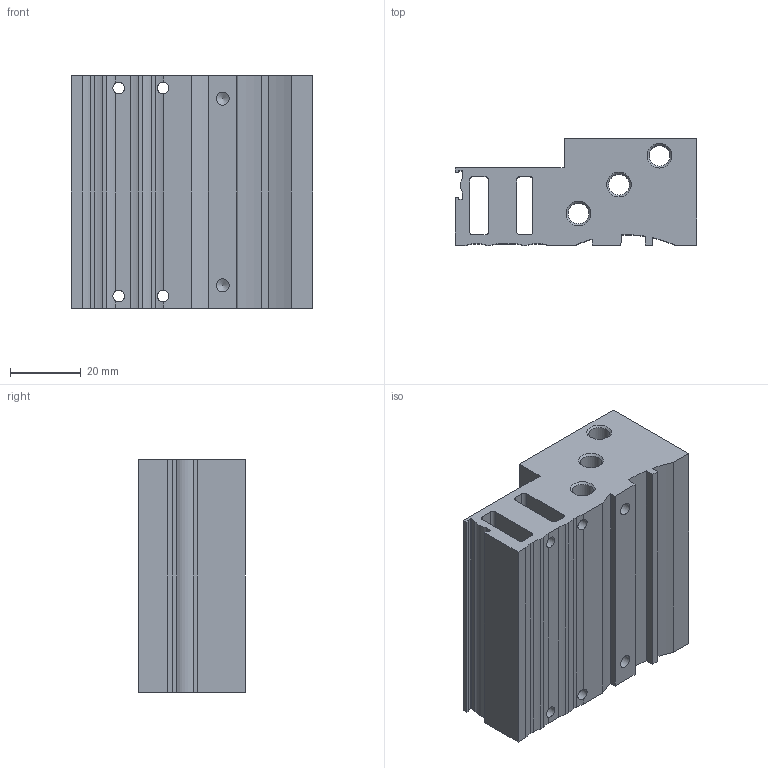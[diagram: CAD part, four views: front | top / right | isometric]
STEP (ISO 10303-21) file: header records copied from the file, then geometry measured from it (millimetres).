
FILE_DESCRIPTION(/* description */ ('STEP AP214'),/* implementation_level */ '2;1');
FILE_NAME(/* name */ '525123_MHP2-PR4-5',/* time_stamp */ '2024-09-06T16:15:30+02:00',/* author */ ('License CC BY-ND 4.0'),/* organization */ ('CADENAS'),/* preprocessor_version */ 'ST-DEVELOPER v19.3',/* originating_system */ 'PARTsolutions',/* authorisation */ ' ');
FILE_SCHEMA (('AUTOMOTIVE_DESIGN {1 0 10303 214 3 1 1}'));
Length unit declared in the file: millimetre
Products named in the file (1): 525123 MHP2-PR4-5
Bounding box: 68.4 x 30.3 x 66 mm (x, y, z)
Volume: 97882.4 mm3; surface area: 28680.2 mm2
Topology: 1 solids, 1 shells, 131 faces, 349 edges, 232 vertices
Faces by surface type: cylinder 61, plane 54, cone 16
Full cylindrical faces by diameter (mm): 2.013 x8, 2.6 x4, 3 x12, 3.3 x4, 3.7 x2, 5.917 x3, 6.25 x4
Entity records: 3896 total; most frequent: CARTESIAN_POINT 762, DIRECTION 648, ORIENTED_EDGE 552, EDGE_CURVE 276, AXIS2_PLACEMENT_3D 256, FACE_BOUND 240, EDGE_LOOP 238, VERTEX_POINT 214
